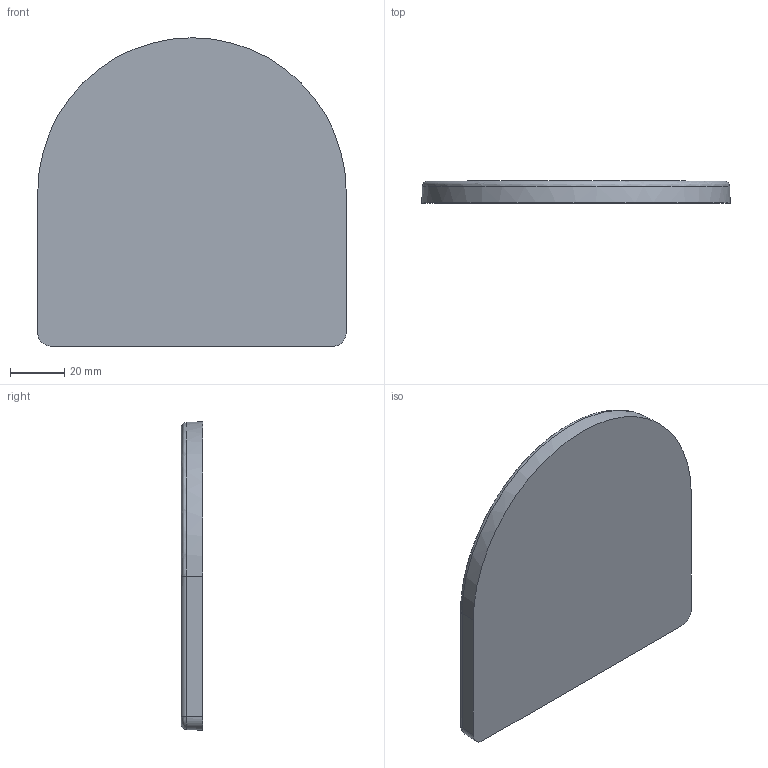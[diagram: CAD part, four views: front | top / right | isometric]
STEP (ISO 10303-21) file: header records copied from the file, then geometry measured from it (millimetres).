
FILE_DESCRIPTION (( 'STEP AP214' ), '1' );
FILE_NAME ('Fly 1200-êðûøêà.STEP', '2022-05-24T09:58:44', ( 'User Windows' ), ( '' ), 'SwSTEP 2.0', 'SolidWorks 2020', '' );
FILE_SCHEMA (( 'AUTOMOTIVE_DESIGN' ));
Length unit declared in the file: millimetre
Products named in the file (1): Fly 1200-牮赅
Bounding box: 114 x 8 x 114 mm (x, y, z)
Volume: 91955.1 mm3; surface area: 25965.3 mm2
Topology: 1 solids, 1 shells, 14 faces, 30 edges, 18 vertices
Faces by surface type: plane 5, cylinder 5, bspline 4
Entity records: 1002 total; most frequent: CARTESIAN_POINT 708, ORIENTED_EDGE 60, DIRECTION 43, EDGE_CURVE 30, VERTEX_POINT 18, AXIS2_PLACEMENT_3D 15, ADVANCED_FACE 14, EDGE_LOOP 14
